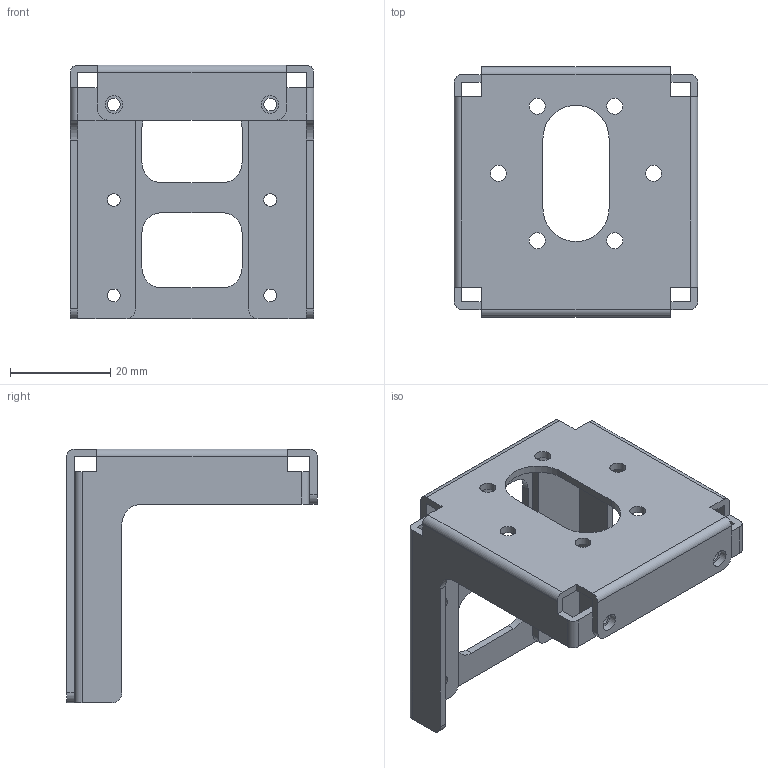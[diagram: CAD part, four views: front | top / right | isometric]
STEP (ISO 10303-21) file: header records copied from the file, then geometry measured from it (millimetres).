
FILE_DESCRIPTION(/* description */ (''),/* implementation_level */ '2;1');
FILE_NAME(/* name */ 'move_base_motor_holder.step',/* time_stamp */ '2023-07-11T09:18:50+09:00',/* author */ (''),/* organization */ (''),/* preprocessor_version */ 'ST-DEVELOPER v19.2',/* originating_system */ 'Autodesk Translation Framework v12.6.0.85',/* authorisation */ '');
FILE_SCHEMA (('AUTOMOTIVE_DESIGN { 1 0 10303 214 3 1 1 }'));
Length unit declared in the file: millimetre
Products named in the file (1): motor_bracket
Bounding box: 48.6 x 50 x 50.7 mm (x, y, z)
Volume: 9236.9 mm3; surface area: 13854.8 mm2
Topology: 1 solids, 1 shells, 108 faces, 318 edges, 212 vertices
Faces by surface type: cylinder 56, plane 52
Full cylindrical faces by diameter (mm): 2.529 x8, 3.2 x6, 3.5 x8
Entity records: 3767 total; most frequent: DIRECTION 648, CARTESIAN_POINT 639, ORIENTED_EDGE 636, EDGE_CURVE 318, AXIS2_PLACEMENT_3D 221, VERTEX_POINT 212, LINE 206, VECTOR 206
